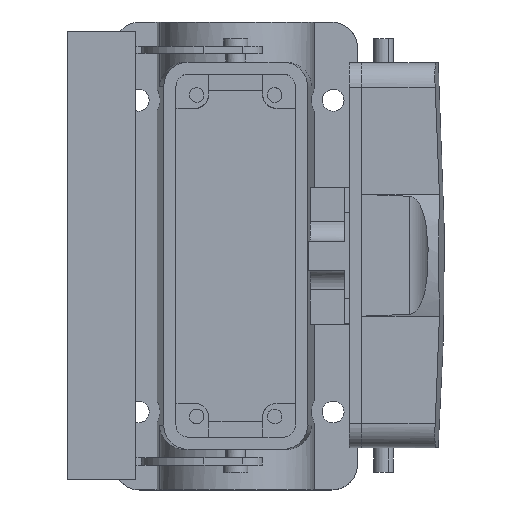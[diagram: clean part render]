
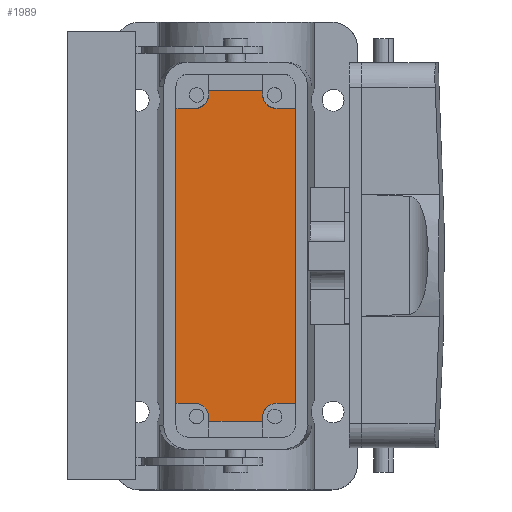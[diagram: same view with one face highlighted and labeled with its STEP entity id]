
A CAD part, top view. The second image highlights one B-rep face of the part: STEP entity #1989.
In plain terms, the highlighted planar face has unit normal (0, 0, 1).
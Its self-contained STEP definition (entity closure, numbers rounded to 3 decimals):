
#391=AXIS2_PLACEMENT_3D('Circle Axis2P3D',#389,#390,$) ;
#490=AXIS2_PLACEMENT_3D('Circle Axis2P3D',#488,#489,$) ;
#1901=AXIS2_PLACEMENT_3D('Plane Axis2P3D',#1898,#1899,#1900) ;
#1919=AXIS2_PLACEMENT_3D('Circle Axis2P3D',#1917,#1918,$) ;
#1947=AXIS2_PLACEMENT_3D('Circle Axis2P3D',#1945,#1946,$) ;
#386=CARTESIAN_POINT('Vertex',(26.,78.25,4.5)) ;
#389=CARTESIAN_POINT('Axis2P3D Location',(26.,81.25,4.5)) ;
#393=CARTESIAN_POINT('Vertex',(29.,81.25,4.5)) ;
#416=CARTESIAN_POINT('Line Origine',(29.,81.625,4.5)) ;
#420=CARTESIAN_POINT('Vertex',(29.,82.,4.5)) ;
#440=CARTESIAN_POINT('Line Origine',(34.5,82.,4.5)) ;
#444=CARTESIAN_POINT('Vertex',(40.,82.,4.5)) ;
#464=CARTESIAN_POINT('Line Origine',(40.,81.625,4.5)) ;
#468=CARTESIAN_POINT('Vertex',(40.,81.25,4.5)) ;
#488=CARTESIAN_POINT('Axis2P3D Location',(43.,81.25,4.5)) ;
#492=CARTESIAN_POINT('Vertex',(43.,78.25,4.5)) ;
#1883=CARTESIAN_POINT('Vertex',(22.25,78.25,4.5)) ;
#1886=CARTESIAN_POINT('Line Origine',(24.125,78.25,4.5)) ;
#1898=CARTESIAN_POINT('Axis2P3D Location',(34.5,48.,4.5)) ;
#1903=CARTESIAN_POINT('Line Origine',(22.25,48.,4.5)) ;
#1907=CARTESIAN_POINT('Vertex',(22.25,17.75,4.5)) ;
#1910=CARTESIAN_POINT('Line Origine',(24.125,17.75,4.5)) ;
#1914=CARTESIAN_POINT('Vertex',(26.,17.75,4.5)) ;
#1917=CARTESIAN_POINT('Axis2P3D Location',(26.,14.75,4.5)) ;
#1921=CARTESIAN_POINT('Vertex',(29.,14.75,4.5)) ;
#1924=CARTESIAN_POINT('Line Origine',(29.,14.375,4.5)) ;
#1928=CARTESIAN_POINT('Vertex',(29.,14.,4.5)) ;
#1931=CARTESIAN_POINT('Line Origine',(34.5,14.,4.5)) ;
#1935=CARTESIAN_POINT('Vertex',(40.,14.,4.5)) ;
#1938=CARTESIAN_POINT('Line Origine',(40.,14.375,4.5)) ;
#1942=CARTESIAN_POINT('Vertex',(40.,14.75,4.5)) ;
#1945=CARTESIAN_POINT('Axis2P3D Location',(43.,14.75,4.5)) ;
#1949=CARTESIAN_POINT('Vertex',(43.,17.75,4.5)) ;
#1952=CARTESIAN_POINT('Line Origine',(44.875,17.75,4.5)) ;
#1956=CARTESIAN_POINT('Vertex',(46.75,17.75,4.5)) ;
#1959=CARTESIAN_POINT('Line Origine',(46.75,48.,4.5)) ;
#1963=CARTESIAN_POINT('Vertex',(46.75,78.25,4.5)) ;
#1966=CARTESIAN_POINT('Line Origine',(44.875,78.25,4.5)) ;
#390=DIRECTION('Axis2P3D Direction',(0.,0.,-1.)) ;
#417=DIRECTION('Vector Direction',(0.,1.,0.)) ;
#441=DIRECTION('Vector Direction',(-1.,0.,0.)) ;
#465=DIRECTION('Vector Direction',(0.,1.,0.)) ;
#489=DIRECTION('Axis2P3D Direction',(0.,-0.,-1.)) ;
#1887=DIRECTION('Vector Direction',(-1.,0.,0.)) ;
#1899=DIRECTION('Axis2P3D Direction',(-0.,0.,1.)) ;
#1900=DIRECTION('Axis2P3D XDirection',(0.,-1.,0.)) ;
#1904=DIRECTION('Vector Direction',(0.,1.,0.)) ;
#1911=DIRECTION('Vector Direction',(-1.,0.,0.)) ;
#1918=DIRECTION('Axis2P3D Direction',(-0.,0.,1.)) ;
#1925=DIRECTION('Vector Direction',(0.,-1.,0.)) ;
#1932=DIRECTION('Vector Direction',(-1.,0.,0.)) ;
#1939=DIRECTION('Vector Direction',(0.,-1.,0.)) ;
#1946=DIRECTION('Axis2P3D Direction',(-0.,0.,1.)) ;
#1953=DIRECTION('Vector Direction',(1.,0.,0.)) ;
#1960=DIRECTION('Vector Direction',(0.,-1.,0.)) ;
#1967=DIRECTION('Vector Direction',(1.,0.,0.)) ;
#418=VECTOR('Line Direction',#417,1.) ;
#442=VECTOR('Line Direction',#441,1.) ;
#466=VECTOR('Line Direction',#465,1.) ;
#1888=VECTOR('Line Direction',#1887,1.) ;
#1905=VECTOR('Line Direction',#1904,1.) ;
#1912=VECTOR('Line Direction',#1911,1.) ;
#1926=VECTOR('Line Direction',#1925,1.) ;
#1933=VECTOR('Line Direction',#1932,1.) ;
#1940=VECTOR('Line Direction',#1939,1.) ;
#1954=VECTOR('Line Direction',#1953,1.) ;
#1961=VECTOR('Line Direction',#1960,1.) ;
#1968=VECTOR('Line Direction',#1967,1.) ;
#1972=ORIENTED_EDGE('',*,*,#422,.F.) ;
#1973=ORIENTED_EDGE('',*,*,#395,.F.) ;
#1974=ORIENTED_EDGE('',*,*,#1890,.T.) ;
#1975=ORIENTED_EDGE('',*,*,#1909,.T.) ;
#1976=ORIENTED_EDGE('',*,*,#1916,.F.) ;
#1977=ORIENTED_EDGE('',*,*,#1923,.F.) ;
#1978=ORIENTED_EDGE('',*,*,#1930,.T.) ;
#1979=ORIENTED_EDGE('',*,*,#1937,.F.) ;
#1980=ORIENTED_EDGE('',*,*,#1944,.F.) ;
#1981=ORIENTED_EDGE('',*,*,#1951,.F.) ;
#1982=ORIENTED_EDGE('',*,*,#1958,.T.) ;
#1983=ORIENTED_EDGE('',*,*,#1965,.T.) ;
#1984=ORIENTED_EDGE('',*,*,#1970,.F.) ;
#1985=ORIENTED_EDGE('',*,*,#494,.F.) ;
#1986=ORIENTED_EDGE('',*,*,#470,.T.) ;
#1987=ORIENTED_EDGE('',*,*,#446,.T.) ;
#1989=ADVANCED_FACE('Housing',(#1988),#1902,.T.) ;
#392=CIRCLE('generated circle',#391,3.) ;
#491=CIRCLE('generated circle',#490,3.) ;
#1920=CIRCLE('generated circle',#1919,3.) ;
#1948=CIRCLE('generated circle',#1947,3.) ;
#395=EDGE_CURVE('',#387,#394,#392,.F.) ;
#422=EDGE_CURVE('',#394,#421,#419,.T.) ;
#446=EDGE_CURVE('',#445,#421,#443,.T.) ;
#470=EDGE_CURVE('',#469,#445,#467,.T.) ;
#494=EDGE_CURVE('',#469,#493,#491,.F.) ;
#1890=EDGE_CURVE('',#387,#1884,#1889,.T.) ;
#1909=EDGE_CURVE('',#1884,#1908,#1906,.F.) ;
#1916=EDGE_CURVE('',#1915,#1908,#1913,.T.) ;
#1923=EDGE_CURVE('',#1922,#1915,#1920,.T.) ;
#1930=EDGE_CURVE('',#1922,#1929,#1927,.T.) ;
#1937=EDGE_CURVE('',#1936,#1929,#1934,.T.) ;
#1944=EDGE_CURVE('',#1943,#1936,#1941,.T.) ;
#1951=EDGE_CURVE('',#1950,#1943,#1948,.T.) ;
#1958=EDGE_CURVE('',#1950,#1957,#1955,.T.) ;
#1965=EDGE_CURVE('',#1957,#1964,#1962,.F.) ;
#1970=EDGE_CURVE('',#493,#1964,#1969,.T.) ;
#1971=EDGE_LOOP('',(#1972,#1973,#1974,#1975,#1976,#1977,#1978,#1979,#1980,#1981,#1982,#1983,#1984,#1985,#1986,#1987)) ;
#1988=FACE_OUTER_BOUND('',#1971,.T.) ;
#419=LINE('Line',#416,#418) ;
#443=LINE('Line',#440,#442) ;
#467=LINE('Line',#464,#466) ;
#1889=LINE('Line',#1886,#1888) ;
#1906=LINE('Line',#1903,#1905) ;
#1913=LINE('Line',#1910,#1912) ;
#1927=LINE('Line',#1924,#1926) ;
#1934=LINE('Line',#1931,#1933) ;
#1941=LINE('Line',#1938,#1940) ;
#1955=LINE('Line',#1952,#1954) ;
#1962=LINE('Line',#1959,#1961) ;
#1969=LINE('Line',#1966,#1968) ;
#1902=PLANE('',#1901) ;
#387=VERTEX_POINT('',#386) ;
#394=VERTEX_POINT('',#393) ;
#421=VERTEX_POINT('',#420) ;
#445=VERTEX_POINT('',#444) ;
#469=VERTEX_POINT('',#468) ;
#493=VERTEX_POINT('',#492) ;
#1884=VERTEX_POINT('',#1883) ;
#1908=VERTEX_POINT('',#1907) ;
#1915=VERTEX_POINT('',#1914) ;
#1922=VERTEX_POINT('',#1921) ;
#1929=VERTEX_POINT('',#1928) ;
#1936=VERTEX_POINT('',#1935) ;
#1943=VERTEX_POINT('',#1942) ;
#1950=VERTEX_POINT('',#1949) ;
#1957=VERTEX_POINT('',#1956) ;
#1964=VERTEX_POINT('',#1963) ;
